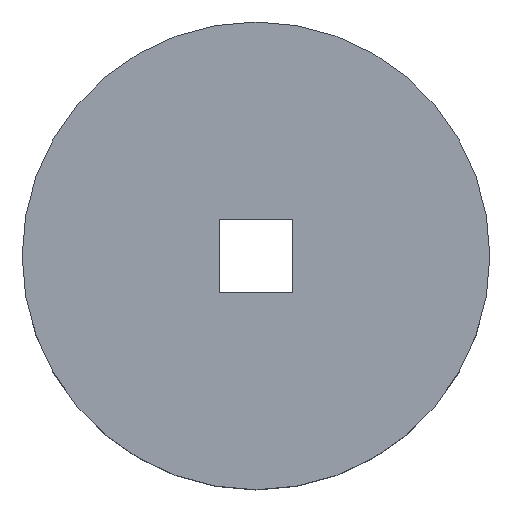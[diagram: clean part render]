
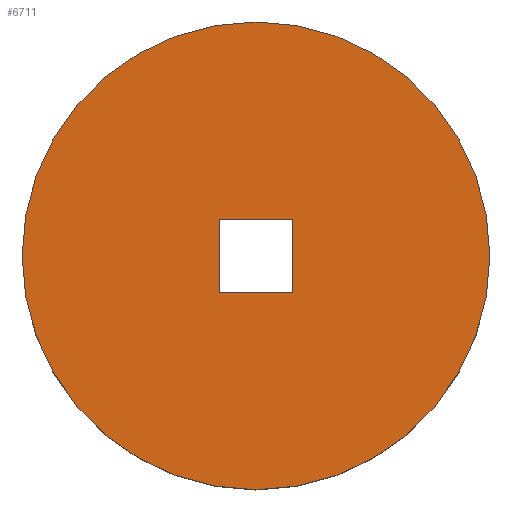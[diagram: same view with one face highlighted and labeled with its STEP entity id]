
A CAD part, top view. The second image highlights one B-rep face of the part: STEP entity #6711.
In plain terms, the highlighted planar face has unit normal (0, 0, 1).
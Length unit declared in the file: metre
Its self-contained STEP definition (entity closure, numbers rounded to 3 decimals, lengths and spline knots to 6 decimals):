
#353=FACE_BOUND('',#763,.T.);
#357=PLANE('',#7099);
#390=FACE_OUTER_BOUND('',#762,.T.);
#762=EDGE_LOOP('',(#4506));
#763=EDGE_LOOP('',(#4507,#4508,#4509,#4510));
#1138=LINE('',#10687,#1562);
#1139=LINE('',#10689,#1563);
#1140=LINE('',#10691,#1564);
#1141=LINE('',#10692,#1565);
#1562=VECTOR('',#8160,1.);
#1563=VECTOR('',#8161,1.);
#1564=VECTOR('',#8162,1.);
#1565=VECTOR('',#8163,1.);
#1987=CIRCLE('',#7100,0.021);
#2666=VERTEX_POINT('',#10683);
#2667=VERTEX_POINT('',#10685);
#2668=VERTEX_POINT('',#10686);
#2669=VERTEX_POINT('',#10688);
#2670=VERTEX_POINT('',#10690);
#3402=EDGE_CURVE('',#2666,#2666,#1987,.T.);
#3403=EDGE_CURVE('',#2667,#2668,#1138,.T.);
#3404=EDGE_CURVE('',#2667,#2669,#1139,.T.);
#3405=EDGE_CURVE('',#2669,#2670,#1140,.T.);
#3406=EDGE_CURVE('',#2668,#2670,#1141,.T.);
#4506=ORIENTED_EDGE('',*,*,#3402,.T.);
#4507=ORIENTED_EDGE('',*,*,#3403,.F.);
#4508=ORIENTED_EDGE('',*,*,#3404,.T.);
#4509=ORIENTED_EDGE('',*,*,#3405,.T.);
#4510=ORIENTED_EDGE('',*,*,#3406,.F.);
#6711=ADVANCED_FACE('',(#390,#353),#357,.T.);
#7099=AXIS2_PLACEMENT_3D('',#10682,#8156,#8157);
#7100=AXIS2_PLACEMENT_3D('',#10684,#8158,#8159);
#8156=DIRECTION('center_axis',(0.,0.,1.));
#8157=DIRECTION('ref_axis',(1.,0.,0.));
#8158=DIRECTION('center_axis',(0.,0.,1.));
#8159=DIRECTION('ref_axis',(1.,0.,0.));
#8160=DIRECTION('',(-1.,0.,0.));
#8161=DIRECTION('',(0.,-1.,0.));
#8162=DIRECTION('',(-1.,0.,0.));
#8163=DIRECTION('',(0.,-1.,0.));
#10682=CARTESIAN_POINT('Origin',(0.,0.,0.00725));
#10683=CARTESIAN_POINT('',(-0.021,0.,0.00725));
#10684=CARTESIAN_POINT('Origin',(0.,0.,0.00725));
#10685=CARTESIAN_POINT('',(0.003302,0.003302,0.00725));
#10686=CARTESIAN_POINT('',(-0.003302,0.003302,0.00725));
#10687=CARTESIAN_POINT('',(0.,0.003302,0.00725));
#10688=CARTESIAN_POINT('',(0.003302,-0.003302,0.00725));
#10689=CARTESIAN_POINT('',(0.003302,0.,0.00725));
#10690=CARTESIAN_POINT('',(-0.003302,-0.003302,0.00725));
#10691=CARTESIAN_POINT('',(0.,-0.003302,0.00725));
#10692=CARTESIAN_POINT('',(-0.003302,0.,0.00725));
